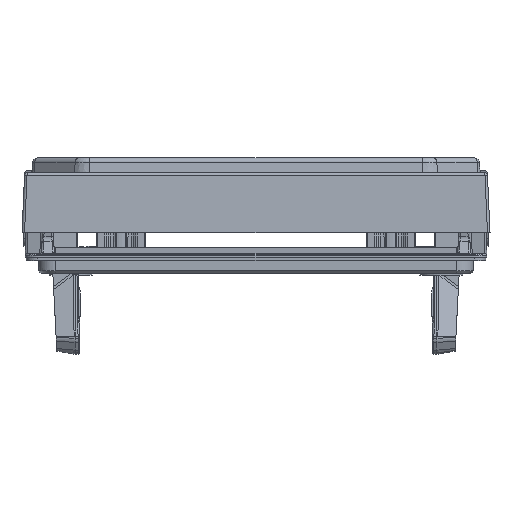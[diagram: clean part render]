
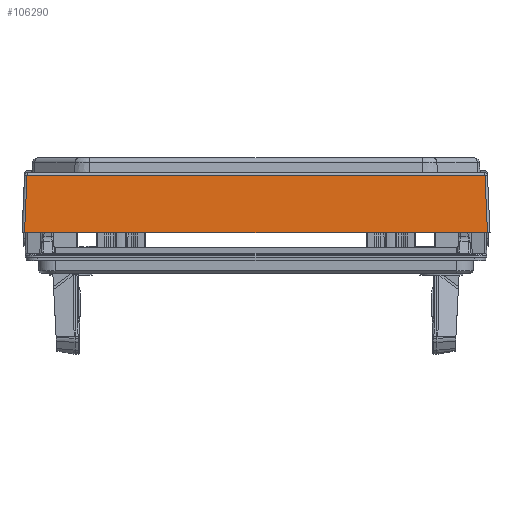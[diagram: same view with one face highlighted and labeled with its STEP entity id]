
A CAD part, front view. The second image highlights one B-rep face of the part: STEP entity #106290.
In plain terms, the highlighted face is planar.
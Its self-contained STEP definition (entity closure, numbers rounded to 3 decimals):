
#80656=CARTESIAN_POINT('',(-27.5,0.602,27.3));
#80670=CARTESIAN_POINT('',(27.5,0.602,27.3));
#80779=DIRECTION('',(-0.044,-0.998,0.044));
#80780=VECTOR('',#80779,6.834);
#80781=CARTESIAN_POINT('',(-27.202,7.423,
27.002));
#80782=LINE('3431',#80781,#80780);
#80783=DIRECTION('',(-1.,0.,0.));
#80784=VECTOR('',#80783,54.405);
#80785=CARTESIAN_POINT('',(27.202,7.423,27.002));
#80786=LINE('22885',#80785,#80784);
#80787=DIRECTION('',(0.044,-0.998,0.044));
#80788=VECTOR('',#80787,6.834);
#80789=CARTESIAN_POINT('',(27.202,7.423,27.002));
#80790=LINE('3432',#80789,#80788);
#80791=DIRECTION('',(1.,0.,0.));
#80792=VECTOR('',#80791,55.001);
#80793=CARTESIAN_POINT('',(-27.5,0.602,27.3));
#80794=LINE('3416',#80793,#80792);
#101162=VERTEX_POINT('',#80656);
#101165=VERTEX_POINT('',#80670);
#101172=CARTESIAN_POINT('',(-27.202,7.423,
27.002));
#101173=VERTEX_POINT('',#101172);
#101174=CARTESIAN_POINT('',(27.202,7.423,
27.002));
#101175=VERTEX_POINT('',#101174);
#106278=CARTESIAN_POINT('',(-28.92,0.602,27.3));
#106279=DIRECTION('',(0.,0.044,0.999));
#106280=DIRECTION('',(-1.,0.,0.));
#106281=AXIS2_PLACEMENT_3D('',#106278,#106279,#106280);
#106282=PLANE('3306',#106281);
#106283=ORIENTED_EDGE('3431',*,*,#106127,.F.);
#106285=ORIENTED_EDGE('22885',*,*,#106284,.F.);
#106286=ORIENTED_EDGE('3432',*,*,#106269,.T.);
#106287=ORIENTED_EDGE('3416',*,*,#106101,.F.);
#106288=EDGE_LOOP('3306',(#106283,#106285,#106286,#106287));
#106289=FACE_OUTER_BOUND('3306',#106288,.F.);
#106101=EDGE_CURVE('3416',#101162,#101165,#80794,.T.);
#106127=EDGE_CURVE('3431',#101173,#101162,#80782,.T.);
#106269=EDGE_CURVE('3432',#101175,#101165,#80790,.T.);
#106284=EDGE_CURVE('22885',#101175,#101173,#80786,.T.);
#106290=ADVANCED_FACE('3306',(#106289),#106282,.T.);
